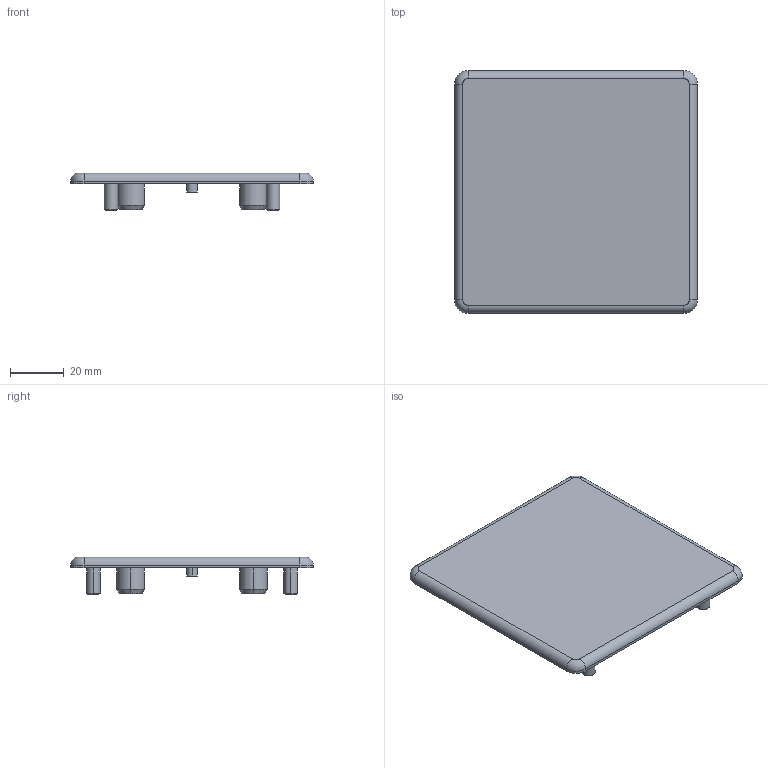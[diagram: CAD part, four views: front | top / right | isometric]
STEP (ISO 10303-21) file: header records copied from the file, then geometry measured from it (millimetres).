
FILE_DESCRIPTION (( 'STEP AP203' ), '1' );
FILE_NAME ('411516214.STEP', '2022-08-27T15:48:21', ( '' ), ( '' ), 'SwSTEP 2.0', 'SolidWorks 2014', '' );
FILE_SCHEMA (( 'CONFIG_CONTROL_DESIGN' ));
Length unit declared in the file: millimetre
Products named in the file (1): 411516214
Bounding box: 90 x 90 x 14 mm (x, y, z)
Volume: 34410.5 mm3; surface area: 19595.3 mm2
Topology: 1 solids, 1 shells, 73 faces, 150 edges, 92 vertices
Faces by surface type: cylinder 34, plane 19, cone 16, torus 4
Entity records: 2081 total; most frequent: CARTESIAN_POINT 392, DIRECTION 378, ORIENTED_EDGE 300, AXIS2_PLACEMENT_3D 158, EDGE_CURVE 150, VERTEX_POINT 92, EDGE_LOOP 86, CIRCLE 84
